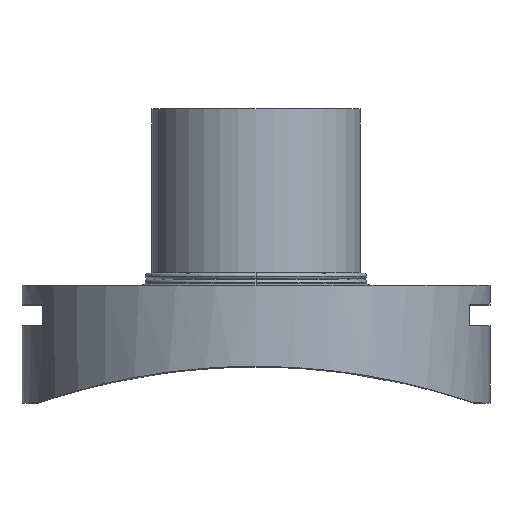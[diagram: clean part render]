
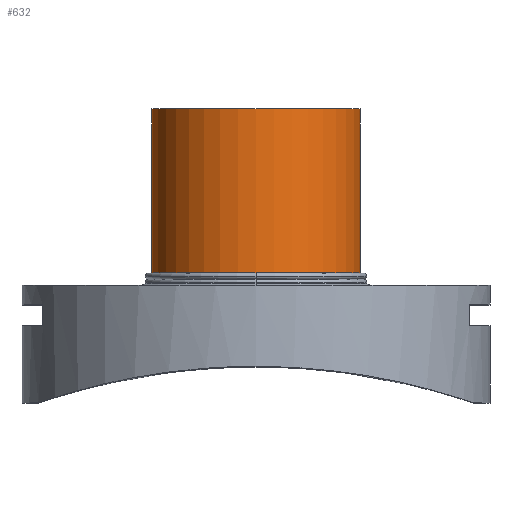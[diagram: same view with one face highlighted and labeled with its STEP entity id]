
A CAD part, top view. The second image highlights one B-rep face of the part: STEP entity #632.
In plain terms, the highlighted cylindrical face has radius 62.5 mm (diameter 125 mm), a partial arc.
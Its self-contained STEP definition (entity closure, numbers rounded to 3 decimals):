
#288 = EDGE_CURVE( '', #692, #594, #762, .T. );
#302 = EDGE_CURVE( '', #546, #336, #776, .T. );
#336 = VERTEX_POINT( '', #813 );
#346 = EDGE_CURVE( '', #692, #386, #823, .T. );
#386 = VERTEX_POINT( '', #866 );
#452 = EDGE_CURVE( '', #386, #336, #944, .T. );
#546 = VERTEX_POINT( '', #1052 );
#556 = EDGE_CURVE( '', #594, #546, #1063, .T. );
#594 = VERTEX_POINT( '', #1105 );
#632 = ADVANCED_FACE( '', ( #1150 ), #1151, .T. );
#692 = VERTEX_POINT( '', #1216 );
#762 = LINE( '', #1289, #1290 );
#776 = LINE( '', #1309, #1310 );
#813 = CARTESIAN_POINT( '', ( -62.5, 78., 0. ) );
#823 = CIRCLE( '', #1369, 62.5 );
#866 = CARTESIAN_POINT( '', ( 0., 78., 62.5 ) );
#944 = CIRCLE( '', #1658, 62.5 );
#1052 = CARTESIAN_POINT( '', ( -62.5, 176., 0. ) );
#1063 = CIRCLE( '', #1872, 62.5 );
#1105 = CARTESIAN_POINT( '', ( 62.5, 176., 0. ) );
#1150 = FACE_OUTER_BOUND( '', #1975, .T. );
#1151 = CYLINDRICAL_SURFACE( '', #1976, 62.5 );
#1216 = CARTESIAN_POINT( '', ( 62.5, 78., 0. ) );
#1289 = CARTESIAN_POINT( '', ( 62.5, 127., 0. ) );
#1290 = VECTOR( '', #2203, 1. );
#1309 = CARTESIAN_POINT( '', ( -62.5, 127., 0. ) );
#1310 = VECTOR( '', #2216, 1. );
#1369 = AXIS2_PLACEMENT_3D( '', #2262, #2263, #2264 );
#1658 = AXIS2_PLACEMENT_3D( '', #2386, #2387, #2388 );
#1872 = AXIS2_PLACEMENT_3D( '', #2568, #2569, #2570 );
#1975 = EDGE_LOOP( '', ( #2687, #2688, #2689, #2690, #2691 ) );
#1976 = AXIS2_PLACEMENT_3D( '', #2692, #2693, #2694 );
#2203 = DIRECTION( '', ( 0., 1., 0. ) );
#2216 = DIRECTION( '', ( 0., -1., 0. ) );
#2262 = CARTESIAN_POINT( '', ( 0., 78., 0. ) );
#2263 = DIRECTION( '', ( 0., -1., 0. ) );
#2264 = DIRECTION( '', ( -1., 0., 0. ) );
#2386 = CARTESIAN_POINT( '', ( 0., 78., 0. ) );
#2387 = DIRECTION( '', ( 0., -1., 0. ) );
#2388 = DIRECTION( '', ( -1., 0., 0. ) );
#2568 = CARTESIAN_POINT( '', ( 0., 176., 0. ) );
#2569 = DIRECTION( '', ( 0., -1., 0. ) );
#2570 = DIRECTION( '', ( -1., 0., 0. ) );
#2687 = ORIENTED_EDGE( '', *, *, #302, .T. );
#2688 = ORIENTED_EDGE( '', *, *, #452, .F. );
#2689 = ORIENTED_EDGE( '', *, *, #346, .F. );
#2690 = ORIENTED_EDGE( '', *, *, #288, .T. );
#2691 = ORIENTED_EDGE( '', *, *, #556, .T. );
#2692 = CARTESIAN_POINT( '', ( 0., 127., 0. ) );
#2693 = DIRECTION( '', ( 0., 1., 0. ) );
#2694 = DIRECTION( '', ( -1., 0., 0. ) );
